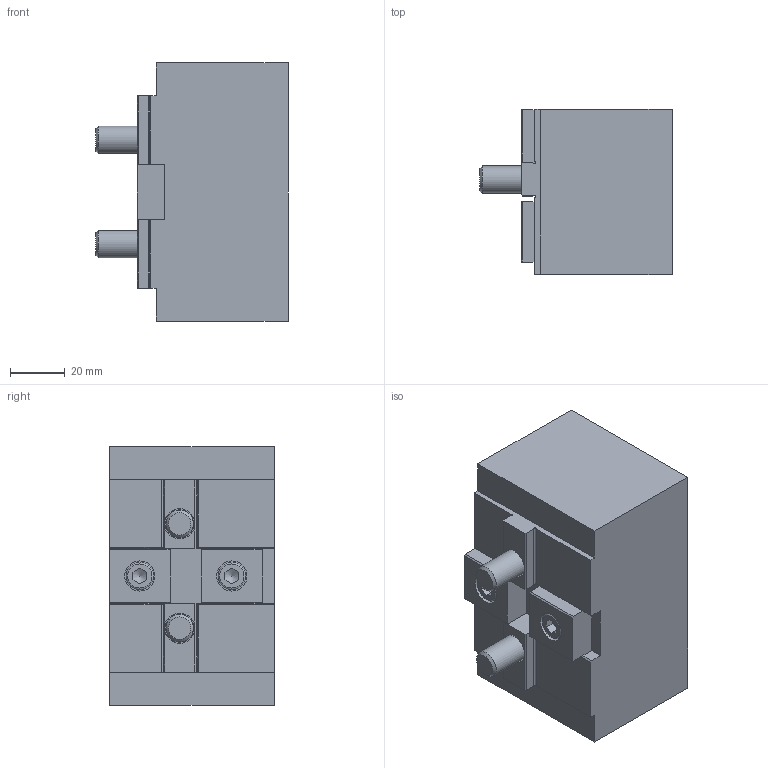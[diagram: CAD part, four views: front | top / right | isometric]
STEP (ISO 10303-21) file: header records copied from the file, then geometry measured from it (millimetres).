
FILE_DESCRIPTION((''),'2;1');
FILE_NAME('301-0094-002_Kunde.stp','2013-06-11T08:26:31',('adam'),(''),'Autodesk Inventor 2013','Autodesk Inventor 2013','');
FILE_SCHEMA(('AUTOMOTIVE_DESIGN { 1 0 10303 214 1 1 1 1 }'));
Length unit declared in the file: millimetre
Products named in the file (1): 301-0094-002_Kunde
Bounding box: 70 x 60 x 94 mm (x, y, z)
Volume: 269048.4 mm3; surface area: 38765.5 mm2
Topology: 1 solids, 5 shells, 143 faces, 368 edges, 238 vertices
Faces by surface type: plane 103, cylinder 22, cone 10, torus 8
Full cylindrical faces by diameter (mm): 4.917 x2, 6 x2, 6.3 x2, 10 x4, 11 x4, 16 x2, 18 x2
Entity records: 4146 total; most frequent: CARTESIAN_POINT 730, DIRECTION 642, ORIENTED_EDGE 632, EDGE_CURVE 316, VECTOR 230, LINE 230, VERTEX_POINT 222, AXIS2_PLACEMENT_3D 206
